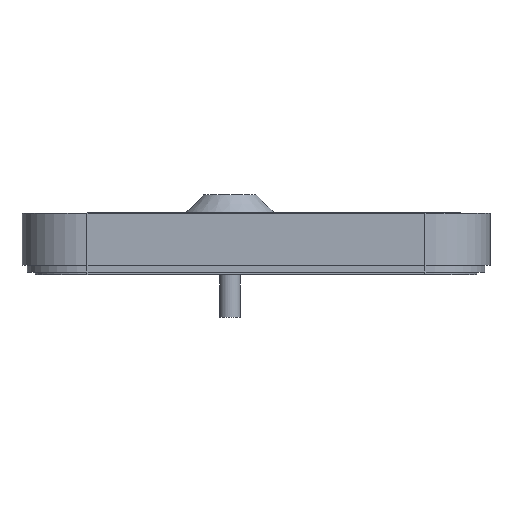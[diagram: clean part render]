
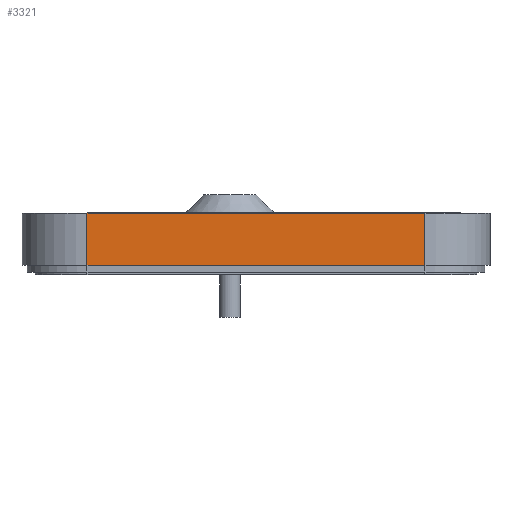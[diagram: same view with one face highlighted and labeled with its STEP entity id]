
A CAD part, left-side view. The second image highlights one B-rep face of the part: STEP entity #3321.
In plain terms, the highlighted planar face has unit normal (-1, 0, 0).
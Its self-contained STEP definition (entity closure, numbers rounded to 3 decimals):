
#32 = CYLINDRICAL_SURFACE('',#33,2.5);
#33 = AXIS2_PLACEMENT_3D('',#34,#35,#36);
#34 = CARTESIAN_POINT('',(2.5,15.5,2.));
#35 = DIRECTION('',(-0.,-0.,1.));
#36 = DIRECTION('',(-1.,0.,0.));
#57 = VERTEX_POINT('',#58);
#58 = CARTESIAN_POINT('',(0.,15.5,0.));
#73 = PLANE('',#74);
#74 = AXIS2_PLACEMENT_3D('',#75,#76,#77);
#75 = CARTESIAN_POINT('',(0.,0.,0.));
#76 = DIRECTION('',(0.,0.,1.));
#77 = DIRECTION('',(1.,-0.,0.));
#89 = EDGE_CURVE('',#57,#90,#92,.T.);
#90 = VERTEX_POINT('',#91);
#91 = CARTESIAN_POINT('',(0.,15.5,2.));
#92 = SURFACE_CURVE('',#93,(#97,#104),.PCURVE_S1.);
#93 = LINE('',#94,#95);
#94 = CARTESIAN_POINT('',(0.,15.5,0.));
#95 = VECTOR('',#96,1.);
#96 = DIRECTION('',(0.,0.,1.));
#97 = PCURVE('',#32,#98);
#98 = DEFINITIONAL_REPRESENTATION('',(#99),#103);
#99 = LINE('',#100,#101);
#100 = CARTESIAN_POINT('',(6.283,-2.));
#101 = VECTOR('',#102,1.);
#102 = DIRECTION('',(0.,1.));
#103 = ( GEOMETRIC_REPRESENTATION_CONTEXT(2) 
PARAMETRIC_REPRESENTATION_CONTEXT() REPRESENTATION_CONTEXT('2D SPACE',''
  ) );
#104 = PCURVE('',#105,#110);
#105 = PLANE('',#106);
#106 = AXIS2_PLACEMENT_3D('',#107,#108,#109);
#107 = CARTESIAN_POINT('',(0.,18.,2.));
#108 = DIRECTION('',(1.,0.,0.));
#109 = DIRECTION('',(0.,1.,-0.));
#110 = DEFINITIONAL_REPRESENTATION('',(#111),#115);
#111 = LINE('',#112,#113);
#112 = CARTESIAN_POINT('',(-2.5,-2.));
#113 = VECTOR('',#114,1.);
#114 = DIRECTION('',(0.,1.));
#115 = ( GEOMETRIC_REPRESENTATION_CONTEXT(2) 
PARAMETRIC_REPRESENTATION_CONTEXT() REPRESENTATION_CONTEXT('2D SPACE',''
  ) );
#132 = PLANE('',#133);
#133 = AXIS2_PLACEMENT_3D('',#134,#135,#136);
#134 = CARTESIAN_POINT('',(0.,0.,2.));
#135 = DIRECTION('',(0.,0.,1.));
#136 = DIRECTION('',(1.,-0.,0.));
#267 = EDGE_CURVE('',#268,#270,#272,.T.);
#268 = VERTEX_POINT('',#269);
#269 = CARTESIAN_POINT('',(0.,2.5,2.));
#270 = VERTEX_POINT('',#271);
#271 = CARTESIAN_POINT('',(0.,2.5,0.));
#272 = SURFACE_CURVE('',#273,(#277,#289),.PCURVE_S1.);
#273 = LINE('',#274,#275);
#274 = CARTESIAN_POINT('',(0.,2.5,2.));
#275 = VECTOR('',#276,1.);
#276 = DIRECTION('',(0.,0.,-1.));
#277 = PCURVE('',#278,#283);
#278 = CYLINDRICAL_SURFACE('',#279,2.5);
#279 = AXIS2_PLACEMENT_3D('',#280,#281,#282);
#280 = CARTESIAN_POINT('',(2.5,2.5,2.));
#281 = DIRECTION('',(-0.,-0.,1.));
#282 = DIRECTION('',(-1.,0.,0.));
#283 = DEFINITIONAL_REPRESENTATION('',(#284),#288);
#284 = LINE('',#285,#286);
#285 = CARTESIAN_POINT('',(0.,0.));
#286 = VECTOR('',#287,1.);
#287 = DIRECTION('',(0.,-1.));
#288 = ( GEOMETRIC_REPRESENTATION_CONTEXT(2) 
PARAMETRIC_REPRESENTATION_CONTEXT() REPRESENTATION_CONTEXT('2D SPACE',''
  ) );
#289 = PCURVE('',#105,#290);
#290 = DEFINITIONAL_REPRESENTATION('',(#291),#295);
#291 = LINE('',#292,#293);
#292 = CARTESIAN_POINT('',(-15.5,0.));
#293 = VECTOR('',#294,1.);
#294 = DIRECTION('',(0.,-1.));
#295 = ( GEOMETRIC_REPRESENTATION_CONTEXT(2) 
PARAMETRIC_REPRESENTATION_CONTEXT() REPRESENTATION_CONTEXT('2D SPACE',''
  ) );
#1983 = EDGE_CURVE('',#268,#90,#1984,.T.);
#1984 = SURFACE_CURVE('',#1985,(#1989,#1996),.PCURVE_S1.);
#1985 = LINE('',#1986,#1987);
#1986 = CARTESIAN_POINT('',(0.,2.5,2.));
#1987 = VECTOR('',#1988,1.);
#1988 = DIRECTION('',(0.,1.,0.));
#1989 = PCURVE('',#132,#1990);
#1990 = DEFINITIONAL_REPRESENTATION('',(#1991),#1995);
#1991 = LINE('',#1992,#1993);
#1992 = CARTESIAN_POINT('',(0.,2.5));
#1993 = VECTOR('',#1994,1.);
#1994 = DIRECTION('',(0.,1.));
#1995 = ( GEOMETRIC_REPRESENTATION_CONTEXT(2) 
PARAMETRIC_REPRESENTATION_CONTEXT() REPRESENTATION_CONTEXT('2D SPACE',''
  ) );
#1996 = PCURVE('',#105,#1997);
#1997 = DEFINITIONAL_REPRESENTATION('',(#1998),#2002);
#1998 = LINE('',#1999,#2000);
#1999 = CARTESIAN_POINT('',(-15.5,0.));
#2000 = VECTOR('',#2001,1.);
#2001 = DIRECTION('',(1.,0.));
#2002 = ( GEOMETRIC_REPRESENTATION_CONTEXT(2) 
PARAMETRIC_REPRESENTATION_CONTEXT() REPRESENTATION_CONTEXT('2D SPACE',''
  ) );
#3321 = ADVANCED_FACE('',(#3322),#105,.F.);
#3322 = FACE_BOUND('',#3323,.T.);
#3323 = EDGE_LOOP('',(#3324,#3325,#3346,#3347));
#3324 = ORIENTED_EDGE('',*,*,#89,.F.);
#3325 = ORIENTED_EDGE('',*,*,#3326,.F.);
#3326 = EDGE_CURVE('',#270,#57,#3327,.T.);
#3327 = SURFACE_CURVE('',#3328,(#3332,#3339),.PCURVE_S1.);
#3328 = LINE('',#3329,#3330);
#3329 = CARTESIAN_POINT('',(0.,2.5,0.));
#3330 = VECTOR('',#3331,1.);
#3331 = DIRECTION('',(0.,1.,0.));
#3332 = PCURVE('',#105,#3333);
#3333 = DEFINITIONAL_REPRESENTATION('',(#3334),#3338);
#3334 = LINE('',#3335,#3336);
#3335 = CARTESIAN_POINT('',(-15.5,-2.));
#3336 = VECTOR('',#3337,1.);
#3337 = DIRECTION('',(1.,0.));
#3338 = ( GEOMETRIC_REPRESENTATION_CONTEXT(2) 
PARAMETRIC_REPRESENTATION_CONTEXT() REPRESENTATION_CONTEXT('2D SPACE',''
  ) );
#3339 = PCURVE('',#73,#3340);
#3340 = DEFINITIONAL_REPRESENTATION('',(#3341),#3345);
#3341 = LINE('',#3342,#3343);
#3342 = CARTESIAN_POINT('',(0.,2.5));
#3343 = VECTOR('',#3344,1.);
#3344 = DIRECTION('',(0.,1.));
#3345 = ( GEOMETRIC_REPRESENTATION_CONTEXT(2) 
PARAMETRIC_REPRESENTATION_CONTEXT() REPRESENTATION_CONTEXT('2D SPACE',''
  ) );
#3346 = ORIENTED_EDGE('',*,*,#267,.F.);
#3347 = ORIENTED_EDGE('',*,*,#1983,.T.);
